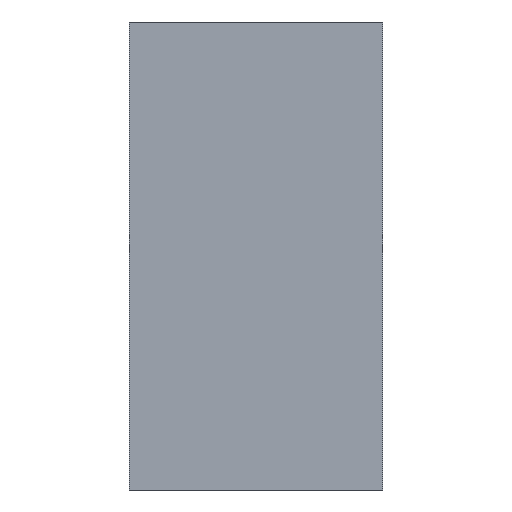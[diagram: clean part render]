
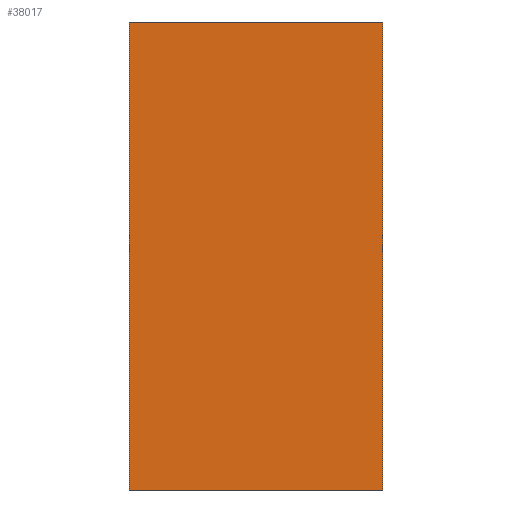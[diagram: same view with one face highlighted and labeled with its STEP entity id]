
A CAD part, left-side view. The second image highlights one B-rep face of the part: STEP entity #38017.
In plain terms, the highlighted planar face has unit normal (-1, 0, 0).
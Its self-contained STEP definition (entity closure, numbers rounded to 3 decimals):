
#1463=FACE_OUTER_BOUND('',#3466,.T.);
#3466=EDGE_LOOP('',(#30113,#30114,#30115,#30116));
#7241=LINE('',#54884,#12671);
#7283=LINE('',#54967,#12713);
#7297=LINE('',#55008,#12727);
#7350=LINE('',#55135,#12780);
#12671=VECTOR('',#45011,10.);
#12713=VECTOR('',#45063,10.);
#12727=VECTOR('',#45097,10.);
#12780=VECTOR('',#45240,10.);
#17209=VERTEX_POINT('',#54881);
#17210=VERTEX_POINT('',#54883);
#17246=VERTEX_POINT('',#54965);
#17263=VERTEX_POINT('',#55006);
#21733=EDGE_CURVE('',#17210,#17209,#7241,.T.);
#21775=EDGE_CURVE('',#17246,#17209,#7283,.T.);
#21797=EDGE_CURVE('',#17263,#17246,#7297,.T.);
#21860=EDGE_CURVE('',#17210,#17263,#7350,.T.);
#30113=ORIENTED_EDGE('',*,*,#21797,.F.);
#30114=ORIENTED_EDGE('',*,*,#21860,.F.);
#30115=ORIENTED_EDGE('',*,*,#21733,.T.);
#30116=ORIENTED_EDGE('',*,*,#21775,.F.);
#36283=PLANE('',#39785);
#38017=ADVANCED_FACE('',(#1463),#36283,.T.);
#39785=AXIS2_PLACEMENT_3D('',#55136,#45241,#45242);
#45011=DIRECTION('',(0.,1.,0.));
#45063=DIRECTION('',(0.,0.,1.));
#45097=DIRECTION('',(0.,1.,0.));
#45240=DIRECTION('',(0.,0.,-1.));
#45241=DIRECTION('center_axis',(-1.,0.,0.));
#45242=DIRECTION('ref_axis',(0.,0.,-1.));
#54881=CARTESIAN_POINT('',(-60.,75.,60.));
#54883=CARTESIAN_POINT('',(-60.,10.,60.));
#54884=CARTESIAN_POINT('',(-60.,50.,60.));
#54965=CARTESIAN_POINT('',(-60.,75.,-60.));
#54967=CARTESIAN_POINT('',(-60.,75.,-60.));
#55006=CARTESIAN_POINT('',(-60.,10.,-60.));
#55008=CARTESIAN_POINT('',(-60.,50.,-60.));
#55135=CARTESIAN_POINT('',(-60.,10.,-60.));
#55136=CARTESIAN_POINT('Origin',(-60.,50.,60.));
